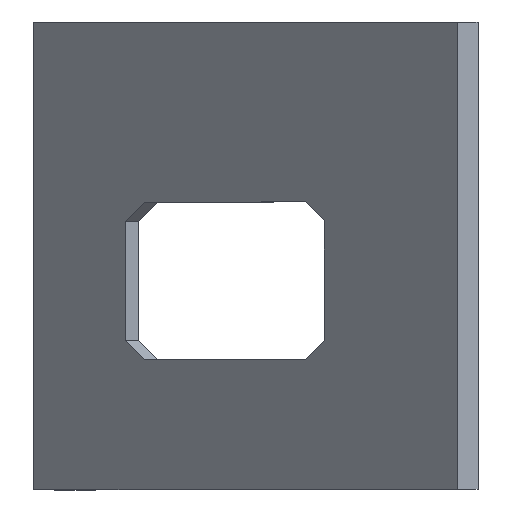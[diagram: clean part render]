
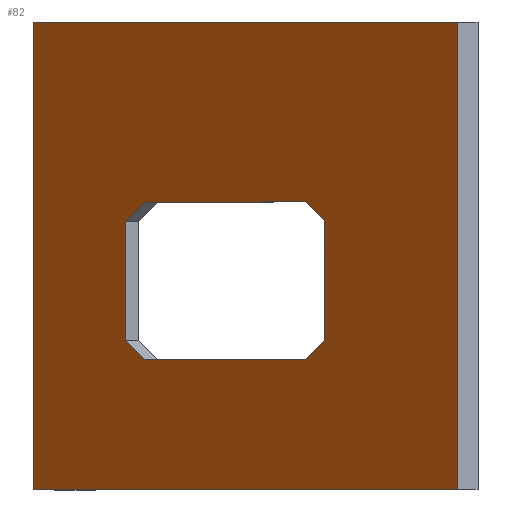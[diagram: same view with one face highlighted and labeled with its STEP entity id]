
A CAD part, top view. The second image highlights one B-rep face of the part: STEP entity #82.
In plain terms, the highlighted planar face has unit normal (-0.707, 0, 0.707).
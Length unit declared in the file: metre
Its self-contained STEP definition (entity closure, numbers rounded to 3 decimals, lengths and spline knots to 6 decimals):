
#82 = ADVANCED_FACE( '', ( #170, #171 ), #172, .T. );
#170 = FACE_BOUND( '', #263, .T. );
#171 = FACE_OUTER_BOUND( '', #264, .T. );
#172 = PLANE( '', #265 );
#263 = EDGE_LOOP( '', ( #429, #430, #431, #432, #433, #434, #435, #436 ) );
#264 = EDGE_LOOP( '', ( #437, #438, #439, #440 ) );
#265 = AXIS2_PLACEMENT_3D( '', #441, #442, #443 );
#429 = ORIENTED_EDGE( '', *, *, #631, .T. );
#430 = ORIENTED_EDGE( '', *, *, #632, .F. );
#431 = ORIENTED_EDGE( '', *, *, #611, .T. );
#432 = ORIENTED_EDGE( '', *, *, #633, .T. );
#433 = ORIENTED_EDGE( '', *, *, #578, .T. );
#434 = ORIENTED_EDGE( '', *, *, #634, .T. );
#435 = ORIENTED_EDGE( '', *, *, #635, .T. );
#436 = ORIENTED_EDGE( '', *, *, #624, .T. );
#437 = ORIENTED_EDGE( '', *, *, #591, .T. );
#438 = ORIENTED_EDGE( '', *, *, #636, .T. );
#439 = ORIENTED_EDGE( '', *, *, #637, .T. );
#440 = ORIENTED_EDGE( '', *, *, #587, .T. );
#441 = CARTESIAN_POINT( '', ( 0.006929, 0.181102, 0.005568 ) );
#442 = DIRECTION( '', ( -0.707, 0., 0.707 ) );
#443 = DIRECTION( '', ( 0., -1., 0. ) );
#578 = EDGE_CURVE( '', #685, #690, #692, .T. );
#587 = EDGE_CURVE( '', #703, #705, #707, .T. );
#591 = EDGE_CURVE( '', #705, #711, #713, .T. );
#611 = EDGE_CURVE( '', #738, #743, #745, .T. );
#624 = EDGE_CURVE( '', #762, #763, #764, .T. );
#631 = EDGE_CURVE( '', #763, #773, #774, .T. );
#632 = EDGE_CURVE( '', #738, #773, #775, .T. );
#633 = EDGE_CURVE( '', #743, #685, #776, .T. );
#634 = EDGE_CURVE( '', #690, #777, #778, .T. );
#635 = EDGE_CURVE( '', #777, #762, #779, .T. );
#636 = EDGE_CURVE( '', #711, #780, #781, .T. );
#637 = EDGE_CURVE( '', #780, #703, #782, .T. );
#685 = VERTEX_POINT( '', #843 );
#690 = VERTEX_POINT( '', #850 );
#692 = LINE( '', #853, #854 );
#703 = VERTEX_POINT( '', #869 );
#705 = VERTEX_POINT( '', #872 );
#707 = LINE( '', #875, #876 );
#711 = VERTEX_POINT( '', #881 );
#713 = LINE( '', #884, #885 );
#738 = VERTEX_POINT( '', #922 );
#743 = VERTEX_POINT( '', #929 );
#745 = LINE( '', #932, #933 );
#762 = VERTEX_POINT( '', #958 );
#763 = VERTEX_POINT( '', #959 );
#764 = LINE( '', #960, #961 );
#773 = VERTEX_POINT( '', #974 );
#774 = LINE( '', #975, #976 );
#775 = LINE( '', #977, #978 );
#776 = LINE( '', #979, #980 );
#777 = VERTEX_POINT( '', #981 );
#778 = LINE( '', #982, #983 );
#779 = LINE( '', #984, #985 );
#780 = VERTEX_POINT( '', #986 );
#781 = LINE( '', #987, #988 );
#782 = LINE( '', #989, #990 );
#843 = CARTESIAN_POINT( '', ( -0.009142, 0.185763, -0.010503 ) );
#850 = CARTESIAN_POINT( '', ( -0.006602, 0.188303, -0.007963 ) );
#853 = CARTESIAN_POINT( '', ( 0.000019, 0.194923, -0.001343 ) );
#854 = VECTOR( '', #1051, 1. );
#869 = CARTESIAN_POINT( '', ( 0.035172, 0.212281, 0.033811 ) );
#872 = CARTESIAN_POINT( '', ( -0.021314, 0.212281, -0.022675 ) );
#875 = CARTESIAN_POINT( '', ( 0.006929, 0.212281, 0.005568 ) );
#876 = VECTOR( '', #1058, 1. );
#881 = CARTESIAN_POINT( '', ( -0.021314, 0.149924, -0.022675 ) );
#884 = CARTESIAN_POINT( '', ( -0.021314, 0.181102, -0.022675 ) );
#885 = VECTOR( '', #1061, 1. );
#922 = CARTESIAN_POINT( '', ( -0.006602, 0.167297, -0.007963 ) );
#929 = CARTESIAN_POINT( '', ( -0.009142, 0.169837, -0.010503 ) );
#932 = CARTESIAN_POINT( '', ( -0.002183, 0.162878, -0.003544 ) );
#933 = VECTOR( '', #1077, 1. );
#958 = CARTESIAN_POINT( '', ( 0.017432, 0.185763, 0.016071 ) );
#959 = CARTESIAN_POINT( '', ( 0.017432, 0.169837, 0.016071 ) );
#960 = CARTESIAN_POINT( '', ( 0.017432, 0.1778, 0.016071 ) );
#961 = VECTOR( '', #1086, 1. );
#974 = CARTESIAN_POINT( '', ( 0.014892, 0.167297, 0.013531 ) );
#975 = CARTESIAN_POINT( '', ( 0.016162, 0.168567, 0.014801 ) );
#976 = VECTOR( '', #1091, 1. );
#977 = CARTESIAN_POINT( '', ( 0.006929, 0.167297, 0.005568 ) );
#978 = VECTOR( '', #1092, 1. );
#979 = CARTESIAN_POINT( '', ( -0.009142, 0.181102, -0.010503 ) );
#980 = VECTOR( '', #1093, 1. );
#981 = CARTESIAN_POINT( '', ( 0.014892, 0.188303, 0.013531 ) );
#982 = CARTESIAN_POINT( '', ( 0.006929, 0.188303, 0.005568 ) );
#983 = VECTOR( '', #1094, 1. );
#984 = CARTESIAN_POINT( '', ( 0.016162, 0.187033, 0.014801 ) );
#985 = VECTOR( '', #1095, 1. );
#986 = CARTESIAN_POINT( '', ( 0.035172, 0.149924, 0.033811 ) );
#987 = CARTESIAN_POINT( '', ( 0.034049, 0.149924, 0.032688 ) );
#988 = VECTOR( '', #1096, 1. );
#989 = CARTESIAN_POINT( '', ( 0.035172, 0.181102, 0.033811 ) );
#990 = VECTOR( '', #1097, 1. );
#1051 = DIRECTION( '', ( 0.577, 0.577, 0.577 ) );
#1058 = DIRECTION( '', ( -0.707, 0., -0.707 ) );
#1061 = DIRECTION( '', ( 0., -1., 0. ) );
#1077 = DIRECTION( '', ( -0.577, 0.577, -0.577 ) );
#1086 = DIRECTION( '', ( 0., -1., 0. ) );
#1091 = DIRECTION( '', ( -0.577, -0.577, -0.577 ) );
#1092 = DIRECTION( '', ( 0.707, 0., 0.707 ) );
#1093 = DIRECTION( '', ( 0., 1., 0. ) );
#1094 = DIRECTION( '', ( 0.707, 0., 0.707 ) );
#1095 = DIRECTION( '', ( 0.577, -0.577, 0.577 ) );
#1096 = DIRECTION( '', ( 0.707, 0., 0.707 ) );
#1097 = DIRECTION( '', ( 0., 1., 0. ) );
